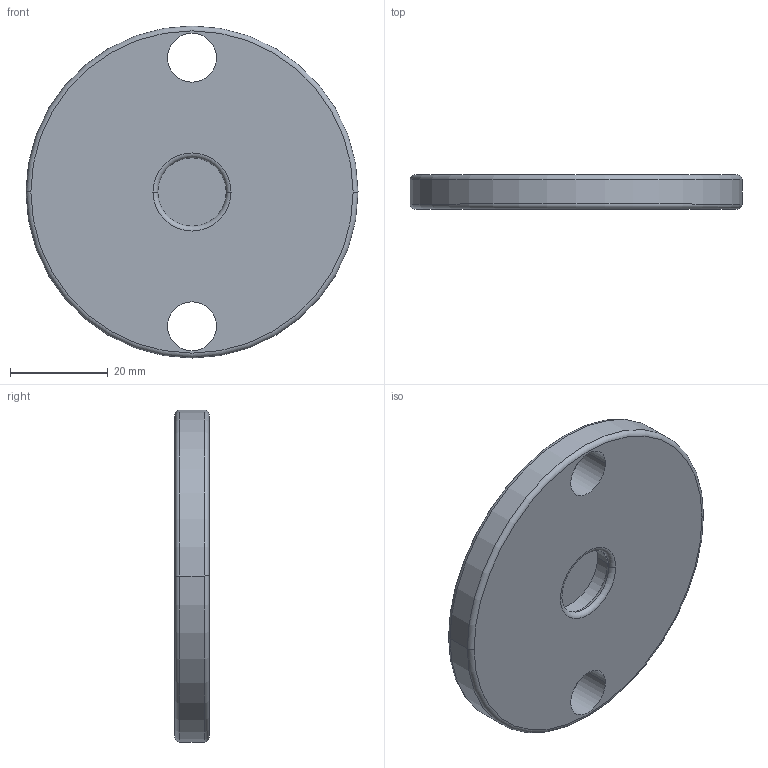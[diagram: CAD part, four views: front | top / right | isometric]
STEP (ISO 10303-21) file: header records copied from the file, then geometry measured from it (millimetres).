
FILE_DESCRIPTION (( 'STEP AP214' ), '1' );
FILE_NAME ('098dg080b.STEP', '2014-08-13T08:30:29', ( '' ), ( '' ), 'SwSTEP 2.0', 'SolidWorks 2014', '' );
FILE_SCHEMA (( 'AUTOMOTIVE_DESIGN' ));
Length unit declared in the file: millimetre
Products named in the file (1): 098dg080b
Bounding box: 68 x 7 x 68 mm (x, y, z)
Volume: 22915.6 mm3; surface area: 9038.6 mm2
Topology: 1 solids, 1 shells, 25 faces, 52 edges, 32 vertices
Faces by surface type: cylinder 12, torus 8, plane 5
Entity records: 724 total; most frequent: DIRECTION 144, CARTESIAN_POINT 110, ORIENTED_EDGE 104, AXIS2_PLACEMENT_3D 66, EDGE_CURVE 52, CIRCLE 40, VERTEX_POINT 32, EDGE_LOOP 32
